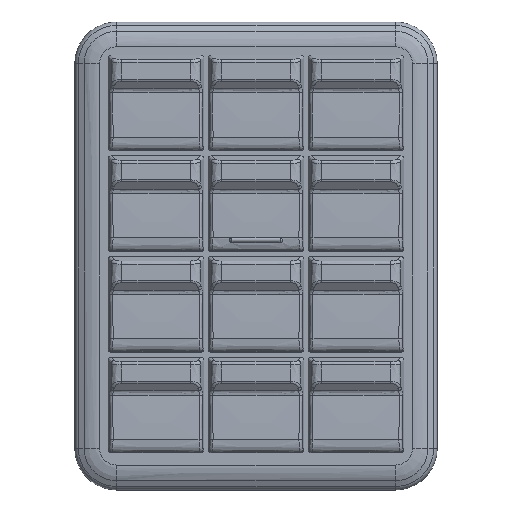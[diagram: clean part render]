
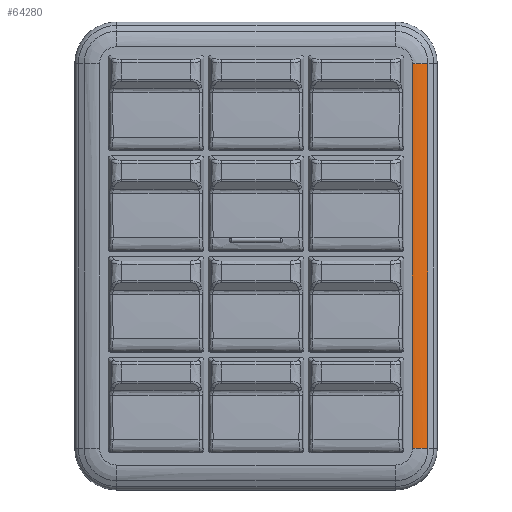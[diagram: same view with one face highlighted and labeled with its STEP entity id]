
A CAD part, top view. The second image highlights one B-rep face of the part: STEP entity #64280.
In plain terms, the highlighted face is a extrusion surface.
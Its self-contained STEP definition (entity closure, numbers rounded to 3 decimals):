
#193=DIRECTION('',(0.,-1.,0.));
#194=VECTOR('',#193,88.332);
#195=CARTESIAN_POINT('',(47.379,24.875,5.461));
#196=LINE('',#195,#194);
#625=CARTESIAN_POINT('',(50.965,-63.457,4.565));
#626=CARTESIAN_POINT('',(50.853,-63.457,4.624));
#627=CARTESIAN_POINT('',(50.627,-63.457,4.744));
#628=CARTESIAN_POINT('',(50.226,-63.457,4.924));
#629=CARTESIAN_POINT('',(49.752,-63.457,5.094));
#630=CARTESIAN_POINT('',(49.23,-63.457,5.243));
#631=CARTESIAN_POINT('',(48.699,-63.457,5.357));
#632=CARTESIAN_POINT('',(48.201,-63.457,5.43));
#633=CARTESIAN_POINT('',(47.762,-63.457,5.46));
#634=CARTESIAN_POINT('',(47.506,-63.457,5.461));
#635=CARTESIAN_POINT('',(47.379,-63.457,5.461));
#637=CARTESIAN_POINT('',(50.965,24.875,4.565));
#638=CARTESIAN_POINT('',(50.853,24.875,4.624));
#639=CARTESIAN_POINT('',(50.627,24.875,4.744));
#640=CARTESIAN_POINT('',(50.226,24.875,4.924));
#641=CARTESIAN_POINT('',(49.752,24.875,5.094));
#642=CARTESIAN_POINT('',(49.23,24.875,5.243));
#643=CARTESIAN_POINT('',(48.699,24.875,5.357));
#644=CARTESIAN_POINT('',(48.201,24.875,5.43));
#645=CARTESIAN_POINT('',(47.762,24.875,5.46));
#646=CARTESIAN_POINT('',(47.506,24.875,5.461));
#647=CARTESIAN_POINT('',(47.379,24.875,5.461));
#735=DIRECTION('',(0.,-1.,0.));
#736=VECTOR('',#735,88.332);
#737=CARTESIAN_POINT('',(50.965,24.875,4.565));
#738=LINE('',#737,#736);
#55349=CARTESIAN_POINT('',(47.379,-63.457,5.461));
#55351=VERTEX_POINT('',#55349);
#55353=CARTESIAN_POINT('',(50.965,-63.457,
4.565));
#55355=VERTEX_POINT('',#55353);
#55357=CARTESIAN_POINT('',(47.379,24.875,5.461));
#55358=VERTEX_POINT('',#55357);
#55359=CARTESIAN_POINT('',(50.965,24.875,4.565));
#55360=VERTEX_POINT('',#55359);
#64261=CARTESIAN_POINT('',(47.187,-63.64,
5.462));
#64262=CARTESIAN_POINT('',(47.481,-63.64,
5.458));
#64263=CARTESIAN_POINT('',(48.033,-63.64,
5.472));
#64264=CARTESIAN_POINT('',(49.236,-63.64,
5.267));
#64265=CARTESIAN_POINT('',(50.394,-63.64,
4.882));
#64266=CARTESIAN_POINT('',(50.874,-63.64,
4.61));
#64267=CARTESIAN_POINT('',(51.135,-63.64,
4.475));
#64269=DIRECTION('',(0.,1.,0.));
#64270=VECTOR('',#64269,1.);
#64271=SURFACE_OF_LINEAR_EXTRUSION('',#64268,#64270);
#64272=ORIENTED_EDGE('',*,*,#64019,.F.);
#64274=ORIENTED_EDGE('',*,*,#64273,.F.);
#64276=ORIENTED_EDGE('',*,*,#64275,.T.);
#64277=ORIENTED_EDGE('',*,*,#64252,.T.);
#64278=EDGE_LOOP('',(#64272,#64274,#64276,#64277));
#64279=FACE_OUTER_BOUND('',#64278,.F.);
#64280=ADVANCED_FACE('',(#64279),#64271,.T.);
#636=B_SPLINE_CURVE_WITH_KNOTS('',3,(#625,#626,#627,#628,#629,#630,#631,#632,
#633,#634,#635),.UNSPECIFIED.,.F.,.F.,(4,1,1,1,1,1,1,1,4),(0.,0.125,0.25,
0.375,0.5,0.625,0.75,0.875,1.),.UNSPECIFIED.);
#648=B_SPLINE_CURVE_WITH_KNOTS('',3,(#637,#638,#639,#640,#641,#642,#643,#644,
#645,#646,#647),.UNSPECIFIED.,.F.,.F.,(4,1,1,1,1,1,1,1,4),(0.,0.125,0.25,
0.375,0.5,0.625,0.75,0.875,1.),.UNSPECIFIED.);
#64019=EDGE_CURVE('',#55358,#55351,#196,.T.);
#64252=EDGE_CURVE('',#55355,#55351,#636,.T.);
#64268=B_SPLINE_CURVE_WITH_KNOTS('',3,(#64261,#64262,#64263,#64264,#64265,
#64266,#64267),.UNSPECIFIED.,.F.,.F.,(4,1,1,1,4),(0.,0.25,0.5,0.75,
1.),.UNSPECIFIED.);
#64273=EDGE_CURVE('',#55360,#55358,#648,.T.);
#64275=EDGE_CURVE('',#55360,#55355,#738,.T.);
